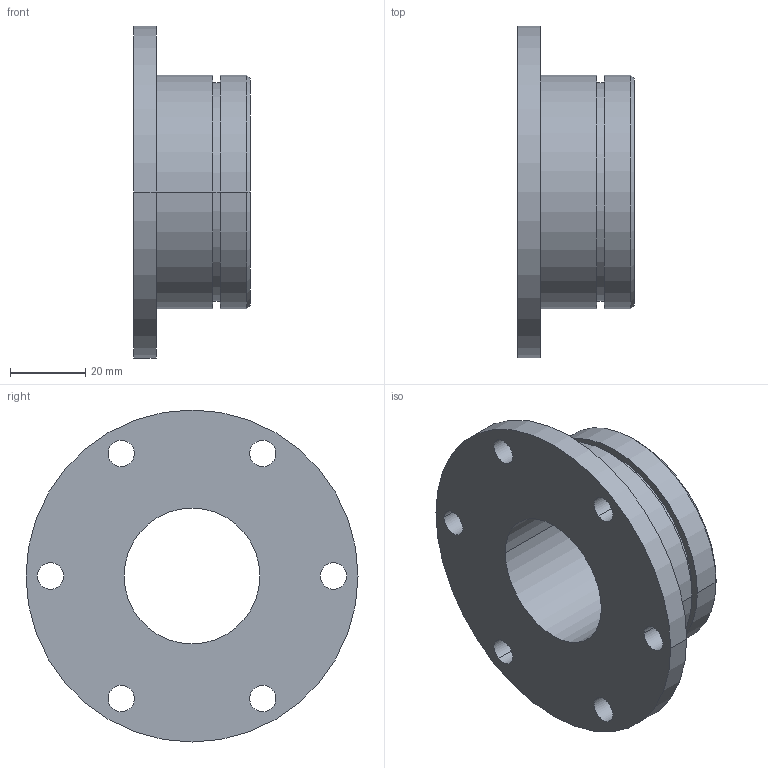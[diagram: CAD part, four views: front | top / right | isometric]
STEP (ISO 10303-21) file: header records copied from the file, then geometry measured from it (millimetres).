
FILE_DESCRIPTION(('CAX-Library Part io1 with 2 text notes'),'2;1');
FILE_NAME('io1-tu.stp','2008-07-23T09:39:03+01:00',('A P Ranger'),('Theorem Solutions Ltd'),'THEOREM SOLUTIONS GCO -> AP203 E2 PREPROCESSOR 10.0.053 ','UG','A P Ranger');
FILE_SCHEMA(('CONFIGURATION_CONTROL_3D_DESIGN_ED2_MIM_LF { 1 0 10303 403 1 1 4}'));
Length unit declared in the file: millimetre
Products named in the file (1): io1
Bounding box: 31 x 88 x 88 mm (x, y, z)
Volume: 78171.7 mm3; surface area: 21104.4 mm2
Topology: 1 solids, 1 shells, 29 faces, 76 edges, 52 vertices
Faces by surface type: bspline 24, plane 5
Entity records: 1328 total; most frequent: CARTESIAN_POINT 478, DIRECTION 150, ORIENTED_EDGE 140, EDGE_CURVE 70, AXIS2_PLACEMENT_3D 64, CIRCLE 52, VERTEX_POINT 46, EDGE_LOOP 46
